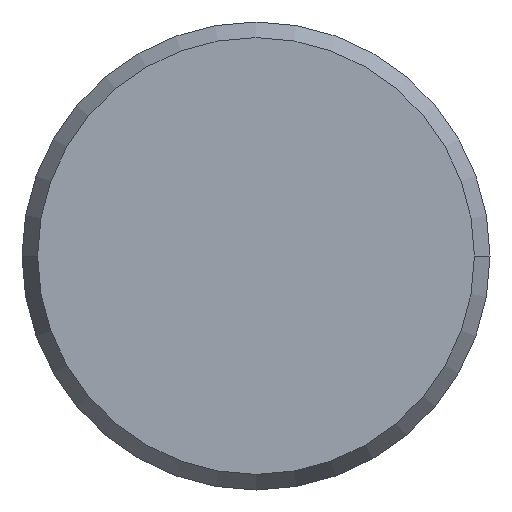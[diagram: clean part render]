
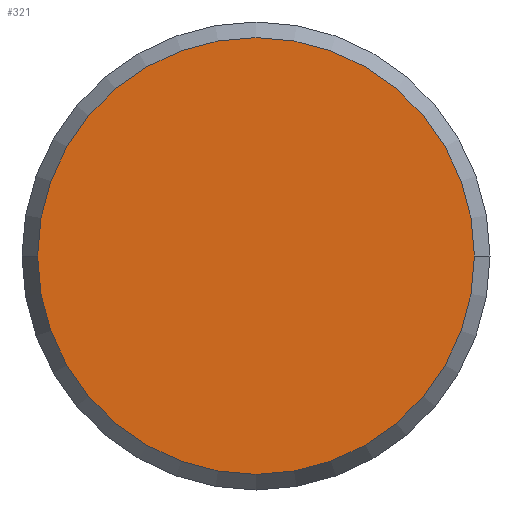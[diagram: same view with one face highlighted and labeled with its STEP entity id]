
A CAD part, front view. The second image highlights one B-rep face of the part: STEP entity #321.
In plain terms, the highlighted planar face has unit normal (0, -1, 0).
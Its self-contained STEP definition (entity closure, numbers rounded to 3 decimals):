
#79=CARTESIAN_POINT('',(0.,-23.5,0.));
#80=DIRECTION('',(0.,1.,0.));
#81=DIRECTION('',(1.,0.,0.));
#82=AXIS2_PLACEMENT_3D('',#79,#80,#81);
#88=CARTESIAN_POINT('',(0.,-23.5,0.));
#89=DIRECTION('',(0.,1.,0.));
#90=DIRECTION('',(-1.,0.,0.));
#91=AXIS2_PLACEMENT_3D('',#88,#89,#90);
#286=CARTESIAN_POINT('',(14.,-23.5,0.));
#287=CARTESIAN_POINT('',(-14.,-23.5,0.));
#288=VERTEX_POINT('',#286);
#289=VERTEX_POINT('',#287);
#310=CARTESIAN_POINT('',(0.,-23.5,0.));
#311=DIRECTION('',(0.,-1.,0.));
#312=DIRECTION('',(-1.,0.,0.));
#313=AXIS2_PLACEMENT_3D('',#310,#311,#312);
#314=PLANE('',#313);
#316=ORIENTED_EDGE('',*,*,#315,.T.);
#318=ORIENTED_EDGE('',*,*,#317,.T.);
#319=EDGE_LOOP('',(#316,#318));
#320=FACE_OUTER_BOUND('',#319,.F.);
#321=ADVANCED_FACE('',(#320),#314,.T.);
#83=CIRCLE('',#82,14.);
#92=CIRCLE('',#91,14.);
#315=EDGE_CURVE('',#288,#289,#83,.T.);
#317=EDGE_CURVE('',#289,#288,#92,.T.);
